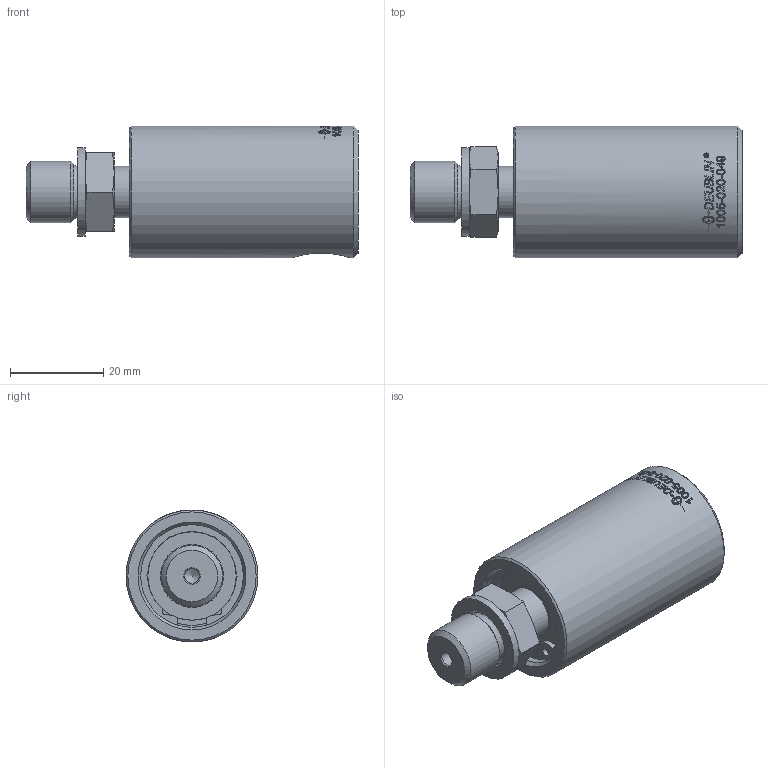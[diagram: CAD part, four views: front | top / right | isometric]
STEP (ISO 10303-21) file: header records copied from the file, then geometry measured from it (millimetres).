
FILE_DESCRIPTION((''),'2;1');
FILE_NAME('1005-020-049-IC.stp','2012-08-14T10:26:20',('cdunkel'),(''),'Autodesk Inventor 2011','Autodesk Inventor 2011','');
FILE_SCHEMA(('AUTOMOTIVE_DESIGN { 1 2 10303 214 0 1 1 1 }'));
Length unit declared in the file: millimetre
Products named in the file (1): 1005-020-049-IC
Bounding box: 71.39 x 28.37 x 28.37 mm (x, y, z)
Volume: 32294.8 mm3; surface area: 8793.4 mm2
Topology: 1 solids, 2 shells, 431 faces, 1133 edges, 750 vertices
Faces by surface type: plane 216, bspline 130, cylinder 63, cone 13, torus 9
Full cylindrical faces by diameter (mm): 1.6 x1, 1.68 x2, 3.2 x1, 6.75 x1, 7.19 x1, 8.6 x1, 11 x1, 11.875 x1, 13.157 x1, 13.5 x1, 18.825 x1, 19 x2, 22.07 x1, 28.37 x1
Entity records: 16252 total; most frequent: CARTESIAN_POINT 6280, ORIENTED_EDGE 2160, DIRECTION 1795, EDGE_CURVE 1080, VERTEX_POINT 734, AXIS2_PLACEMENT_3D 705, EDGE_LOOP 518, FACE_OUTER_BOUND 430
